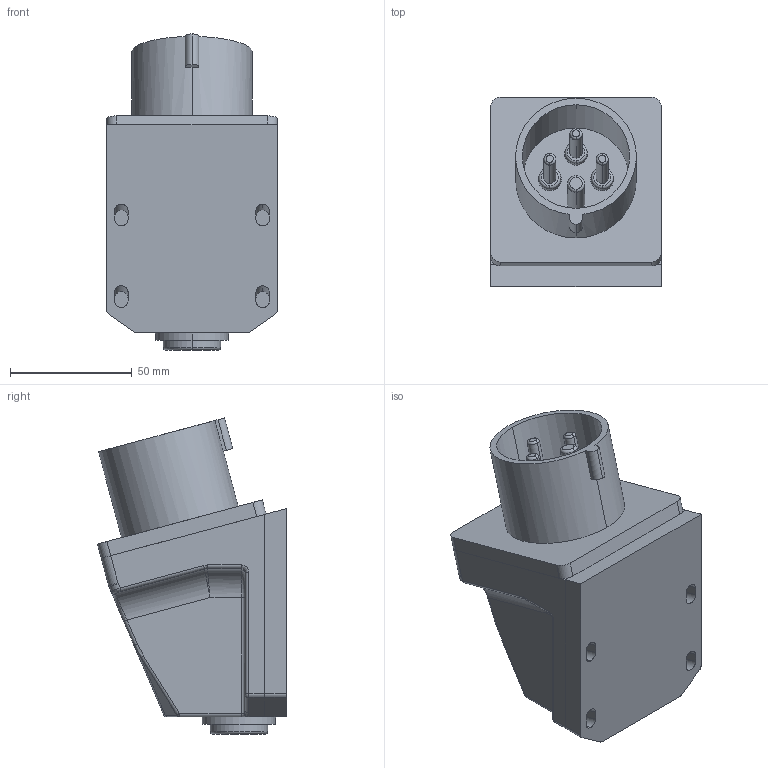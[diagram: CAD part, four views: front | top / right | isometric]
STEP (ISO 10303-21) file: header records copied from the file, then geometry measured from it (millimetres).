
FILE_DESCRIPTION (( 'STEP AP214' ), '1' );
FILE_NAME ('PSR52-016-4 Âèëêà 514 ñòàö.3Ð+ÐÅ 16À 380Â IP44 ÈÝÊ.STEP', '2017-03-29T09:01:49', ( '' ), ( '' ), 'SwSTEP 2.0', 'SolidWorks 2014', '' );
FILE_SCHEMA (( 'AUTOMOTIVE_DESIGN' ));
Length unit declared in the file: millimetre
Products named in the file (1): PSR52-016-4 Âèëêà 514 ñòàö.3Ð+ÐÅ 16À 380Â IP44 ÈÝÊ
Bounding box: 70 x 77.55 x 129.69 mm (x, y, z)
Volume: 146217 mm3; surface area: 85879.1 mm2
Topology: 8 solids, 8 shells, 538 faces, 1377 edges, 886 vertices
Faces by surface type: plane 251, cylinder 196, bspline 55, torus 26, cone 6, sphere 4
Entity records: 19275 total; most frequent: CARTESIAN_POINT 6220, ORIENTED_EDGE 2746, DIRECTION 2624, EDGE_CURVE 1373, AXIS2_PLACEMENT_3D 926, VERTEX_POINT 886, VECTOR 772, LINE 772
